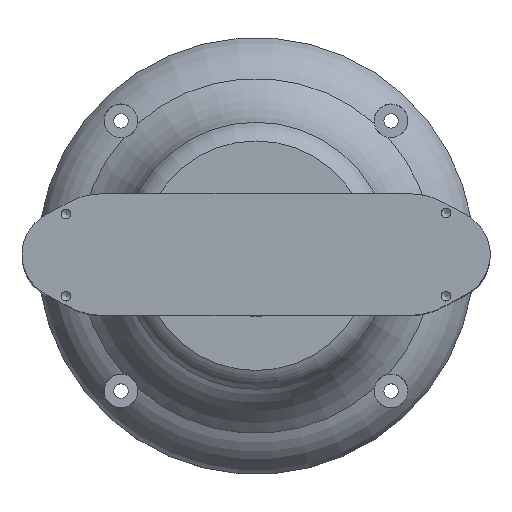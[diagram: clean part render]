
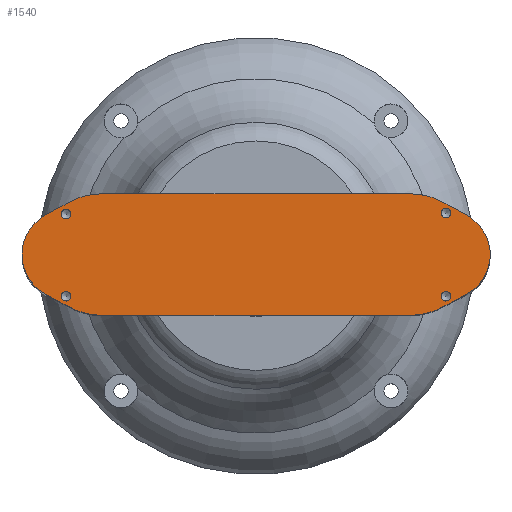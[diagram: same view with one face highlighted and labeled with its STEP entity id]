
A CAD part, top view. The second image highlights one B-rep face of the part: STEP entity #1540.
In plain terms, the highlighted planar face has unit normal (0, 0, 1).
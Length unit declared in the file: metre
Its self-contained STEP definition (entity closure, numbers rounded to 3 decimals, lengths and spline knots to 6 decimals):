
#57=PLANE('',#1732);
#139=LINE('',#2696,#239);
#143=LINE('',#2708,#243);
#147=LINE('',#2720,#247);
#151=LINE('',#2732,#251);
#155=LINE('',#2744,#255);
#158=LINE('',#2753,#258);
#239=VECTOR('',#2110,1.);
#243=VECTOR('',#2122,1.);
#247=VECTOR('',#2134,1.);
#251=VECTOR('',#2146,1.);
#255=VECTOR('',#2158,1.);
#258=VECTOR('',#2169,1.);
#678=ORIENTED_EDGE('',*,*,#912,.T.);
#679=ORIENTED_EDGE('',*,*,#913,.T.);
#680=ORIENTED_EDGE('',*,*,#914,.T.);
#681=ORIENTED_EDGE('',*,*,#915,.T.);
#682=ORIENTED_EDGE('',*,*,#878,.F.);
#683=ORIENTED_EDGE('',*,*,#882,.T.);
#684=ORIENTED_EDGE('',*,*,#885,.T.);
#685=ORIENTED_EDGE('',*,*,#888,.F.);
#686=ORIENTED_EDGE('',*,*,#891,.F.);
#687=ORIENTED_EDGE('',*,*,#894,.F.);
#688=ORIENTED_EDGE('',*,*,#897,.F.);
#689=ORIENTED_EDGE('',*,*,#900,.T.);
#690=ORIENTED_EDGE('',*,*,#903,.T.);
#691=ORIENTED_EDGE('',*,*,#906,.T.);
#692=ORIENTED_EDGE('',*,*,#909,.F.);
#693=ORIENTED_EDGE('',*,*,#911,.F.);
#878=EDGE_CURVE('',#1042,#1043,#1141,.T.);
#882=EDGE_CURVE('',#1042,#1045,#139,.T.);
#885=EDGE_CURVE('',#1045,#1047,#1143,.T.);
#888=EDGE_CURVE('',#1049,#1047,#143,.T.);
#891=EDGE_CURVE('',#1051,#1049,#1145,.T.);
#894=EDGE_CURVE('',#1053,#1051,#147,.T.);
#897=EDGE_CURVE('',#1055,#1053,#1147,.T.);
#900=EDGE_CURVE('',#1055,#1057,#151,.T.);
#903=EDGE_CURVE('',#1057,#1059,#1149,.T.);
#906=EDGE_CURVE('',#1059,#1061,#155,.T.);
#909=EDGE_CURVE('',#1063,#1061,#1151,.T.);
#911=EDGE_CURVE('',#1043,#1063,#158,.T.);
#912=EDGE_CURVE('',#1064,#1064,#1152,.T.);
#913=EDGE_CURVE('',#1065,#1065,#1153,.T.);
#914=EDGE_CURVE('',#1066,#1066,#1154,.T.);
#915=EDGE_CURVE('',#1067,#1067,#1155,.T.);
#1042=VERTEX_POINT('',#2687);
#1043=VERTEX_POINT('',#2689);
#1045=VERTEX_POINT('',#2695);
#1047=VERTEX_POINT('',#2701);
#1049=VERTEX_POINT('',#2707);
#1051=VERTEX_POINT('',#2713);
#1053=VERTEX_POINT('',#2719);
#1055=VERTEX_POINT('',#2725);
#1057=VERTEX_POINT('',#2731);
#1059=VERTEX_POINT('',#2737);
#1061=VERTEX_POINT('',#2743);
#1063=VERTEX_POINT('',#2749);
#1064=VERTEX_POINT('',#2756);
#1065=VERTEX_POINT('',#2758);
#1066=VERTEX_POINT('',#2760);
#1067=VERTEX_POINT('',#2762);
#1141=CIRCLE('',#1710,0.0127);
#1143=CIRCLE('',#1714,0.019415);
#1145=CIRCLE('',#1718,0.019415);
#1147=CIRCLE('',#1722,0.0127);
#1149=CIRCLE('',#1726,0.019415);
#1151=CIRCLE('',#1730,0.019415);
#1152=CIRCLE('',#1733,0.001353);
#1153=CIRCLE('',#1734,0.001353);
#1154=CIRCLE('',#1735,0.001353);
#1155=CIRCLE('',#1736,0.001353);
#1288=EDGE_LOOP('',(#678));
#1289=EDGE_LOOP('',(#679));
#1290=EDGE_LOOP('',(#680));
#1291=EDGE_LOOP('',(#681));
#1292=EDGE_LOOP('',(#682,#683,#684,#685,#686,#687,#688,#689,#690,#691,#692,
#693));
#1438=FACE_BOUND('',#1288,.T.);
#1439=FACE_BOUND('',#1289,.T.);
#1440=FACE_BOUND('',#1290,.T.);
#1441=FACE_BOUND('',#1291,.T.);
#1442=FACE_BOUND('',#1292,.T.);
#1540=ADVANCED_FACE('',(#1438,#1439,#1440,#1441,#1442),#57,.T.);
#1710=AXIS2_PLACEMENT_3D('',#2688,#2103,#2104);
#1714=AXIS2_PLACEMENT_3D('',#2702,#2116,#2117);
#1718=AXIS2_PLACEMENT_3D('',#2714,#2128,#2129);
#1722=AXIS2_PLACEMENT_3D('',#2726,#2140,#2141);
#1726=AXIS2_PLACEMENT_3D('',#2738,#2152,#2153);
#1730=AXIS2_PLACEMENT_3D('',#2750,#2164,#2165);
#1732=AXIS2_PLACEMENT_3D('',#2754,#2170,#2171);
#1733=AXIS2_PLACEMENT_3D('',#2755,#2172,#2173);
#1734=AXIS2_PLACEMENT_3D('',#2757,#2174,#2175);
#1735=AXIS2_PLACEMENT_3D('',#2759,#2176,#2177);
#1736=AXIS2_PLACEMENT_3D('',#2761,#2178,#2179);
#2103=DIRECTION('',(0.,0.,-1.));
#2104=DIRECTION('',(1.,0.,0.));
#2110=DIRECTION('',(-0.88,0.475,0.));
#2116=DIRECTION('',(0.,0.,1.));
#2117=DIRECTION('',(1.,0.,0.));
#2122=DIRECTION('',(1.,0.,0.));
#2128=DIRECTION('',(0.,0.,-1.));
#2129=DIRECTION('',(1.,0.,0.));
#2134=DIRECTION('',(0.88,0.475,0.));
#2140=DIRECTION('',(0.,0.,-1.));
#2141=DIRECTION('',(1.,0.,0.));
#2146=DIRECTION('',(0.88,-0.475,0.));
#2152=DIRECTION('',(0.,0.,1.));
#2153=DIRECTION('',(1.,0.,0.));
#2158=DIRECTION('',(1.,0.,0.));
#2164=DIRECTION('',(0.,0.,-1.));
#2165=DIRECTION('',(1.,0.,0.));
#2169=DIRECTION('',(-0.88,-0.475,0.));
#2170=DIRECTION('',(0.,0.,1.));
#2171=DIRECTION('',(1.,0.,0.));
#2172=DIRECTION('',(0.,0.,-1.));
#2173=DIRECTION('',(-1.,0.,0.));
#2174=DIRECTION('',(0.,0.,-1.));
#2175=DIRECTION('',(-1.,0.,0.));
#2176=DIRECTION('',(0.,0.,-1.));
#2177=DIRECTION('',(-1.,0.,0.));
#2178=DIRECTION('',(0.,0.,-1.));
#2179=DIRECTION('',(-1.,0.,0.));
#2687=CARTESIAN_POINT('',(0.059367,0.011179,0.23495));
#2688=CARTESIAN_POINT('',(0.05334,0.,0.23495));
#2689=CARTESIAN_POINT('',(0.059367,-0.011179,0.23495));
#2695=CARTESIAN_POINT('',(0.053585,0.014296,0.23495));
#2696=CARTESIAN_POINT('',(0.056476,0.012738,0.23495));
#2701=CARTESIAN_POINT('',(0.043474,0.017137,0.23495));
#2702=CARTESIAN_POINT('',(0.043474,-0.002278,0.23495));
#2707=CARTESIAN_POINT('',(-0.043474,0.017137,0.23495));
#2708=CARTESIAN_POINT('',(0.,0.017137,0.23495));
#2713=CARTESIAN_POINT('',(-0.053585,0.014296,0.23495));
#2714=CARTESIAN_POINT('',(-0.043474,-0.002278,0.23495));
#2719=CARTESIAN_POINT('',(-0.059367,0.011179,0.23495));
#2720=CARTESIAN_POINT('',(-0.056476,0.012738,0.23495));
#2725=CARTESIAN_POINT('',(-0.059367,-0.011179,0.23495));
#2726=CARTESIAN_POINT('',(-0.05334,0.,0.23495));
#2731=CARTESIAN_POINT('',(-0.053585,-0.014296,0.23495));
#2732=CARTESIAN_POINT('',(-0.056476,-0.012738,0.23495));
#2737=CARTESIAN_POINT('',(-0.043474,-0.017137,0.23495));
#2738=CARTESIAN_POINT('',(-0.043474,0.002278,0.23495));
#2743=CARTESIAN_POINT('',(0.043474,-0.017137,0.23495));
#2744=CARTESIAN_POINT('',(0.,-0.017137,0.23495));
#2749=CARTESIAN_POINT('',(0.053585,-0.014296,0.23495));
#2750=CARTESIAN_POINT('',(0.043474,0.002278,0.23495));
#2753=CARTESIAN_POINT('',(0.056476,-0.012738,0.23495));
#2754=CARTESIAN_POINT('',(0.,0.,0.23495));
#2755=CARTESIAN_POINT('',(-0.053585,-0.011756,0.23495));
#2756=CARTESIAN_POINT('',(-0.054937,-0.011756,0.23495));
#2757=CARTESIAN_POINT('',(0.053585,0.011756,0.23495));
#2758=CARTESIAN_POINT('',(0.052232,0.011756,0.23495));
#2759=CARTESIAN_POINT('',(0.053585,-0.011756,0.23495));
#2760=CARTESIAN_POINT('',(0.052232,-0.011756,0.23495));
#2761=CARTESIAN_POINT('',(-0.053585,0.011411,0.23495));
#2762=CARTESIAN_POINT('',(-0.054937,0.011411,0.23495));
